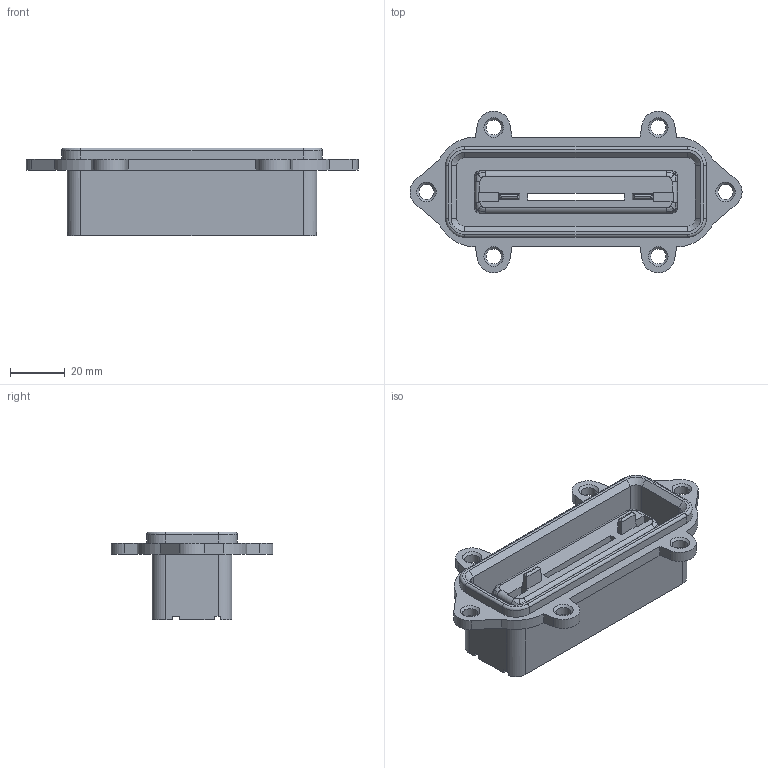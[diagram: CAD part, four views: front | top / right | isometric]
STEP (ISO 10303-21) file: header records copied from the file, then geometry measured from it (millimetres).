
FILE_DESCRIPTION(/* description */ (''),/* implementation_level */ '2;1');
FILE_NAME(/* name */ 'Connector Housing.step',/* time_stamp */ '2020-05-13T10:50:21+02:00',/* author */ (''),/* organization */ (''),/* preprocessor_version */ 'ST-DEVELOPER v18.1',/* originating_system */ 'Autodesk Translation Framework v9.2.0.1227',/* authorisation */ '');
FILE_SCHEMA (('AUTOMOTIVE_DESIGN { 1 0 10303 214 3 1 1 }'));
Length unit declared in the file: millimetre
Products named in the file (1): Connector Housing
Bounding box: 121 x 59 x 32 mm (x, y, z)
Volume: 40985.4 mm3; surface area: 31529.2 mm2
Topology: 1 solids, 1 shells, 168 faces, 432 edges, 274 vertices
Faces by surface type: plane 80, cylinder 50, bspline 24, cone 10, torus 4
Full cylindrical faces by diameter (mm): 2.3 x2, 5.5 x6
Entity records: 5996 total; most frequent: CARTESIAN_POINT 1835, ORIENTED_EDGE 864, DIRECTION 846, EDGE_CURVE 432, AXIS2_PLACEMENT_3D 293, VERTEX_POINT 274, LINE 260, VECTOR 260
